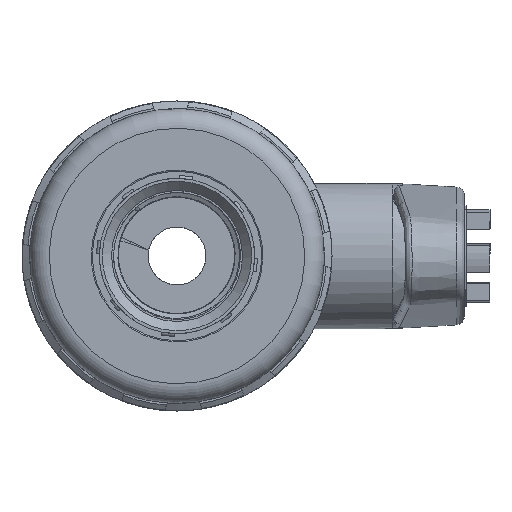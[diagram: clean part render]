
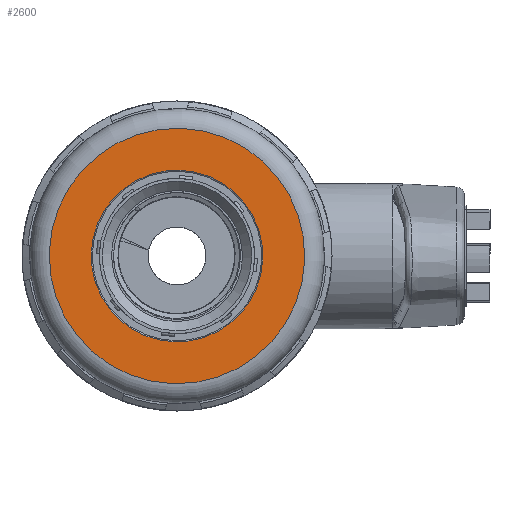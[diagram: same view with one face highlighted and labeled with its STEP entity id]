
A CAD part, left-side view. The second image highlights one B-rep face of the part: STEP entity #2600.
In plain terms, the highlighted face is planar.
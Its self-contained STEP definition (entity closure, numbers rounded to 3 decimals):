
#2600 = ADVANCED_FACE( '', ( #5928, #5929 ), #5930, .T. );
#5928 = FACE_OUTER_BOUND( '', #17577, .T. );
#5929 = FACE_BOUND( '', #17578, .T. );
#5930 = PLANE( '', #17579 );
#17577 = EDGE_LOOP( '', ( #33796 ) );
#17578 = EDGE_LOOP( '', ( #33797 ) );
#17579 = AXIS2_PLACEMENT_3D( '', #33798, #33799, #33800 );
#33796 = ORIENTED_EDGE( '', *, *, #43902, .F. );
#33797 = ORIENTED_EDGE( '', *, *, #43903, .T. );
#33798 = CARTESIAN_POINT( '', ( -22.85, 0., 21.5 ) );
#33799 = DIRECTION( '', ( 0., 0., 1. ) );
#33800 = DIRECTION( '', ( 1., 0., 0. ) );
#43902 = EDGE_CURVE( '', #50440, #50440, #50441, .T. );
#43903 = EDGE_CURVE( '', #50442, #50442, #50443, .T. );
#50440 = VERTEX_POINT( '', #69227 );
#50441 = CIRCLE( '', #69228, 22.85 );
#50442 = VERTEX_POINT( '', #69229 );
#50443 = CIRCLE( '', #69230, 15.345 );
#69227 = CARTESIAN_POINT( '', ( -22.85, 0., 21.5 ) );
#69228 = AXIS2_PLACEMENT_3D( '', #79186, #79187, #79188 );
#69229 = CARTESIAN_POINT( '', ( -15.345, 0., 21.5 ) );
#69230 = AXIS2_PLACEMENT_3D( '', #79189, #79190, #79191 );
#79186 = CARTESIAN_POINT( '', ( 0., 0., 21.5 ) );
#79187 = DIRECTION( '', ( 0., 0., -1. ) );
#79188 = DIRECTION( '', ( -1., 0., 0. ) );
#79189 = CARTESIAN_POINT( '', ( 0., 0., 21.5 ) );
#79190 = DIRECTION( '', ( 0., 0., -1. ) );
#79191 = DIRECTION( '', ( -1., 0., 0. ) );
